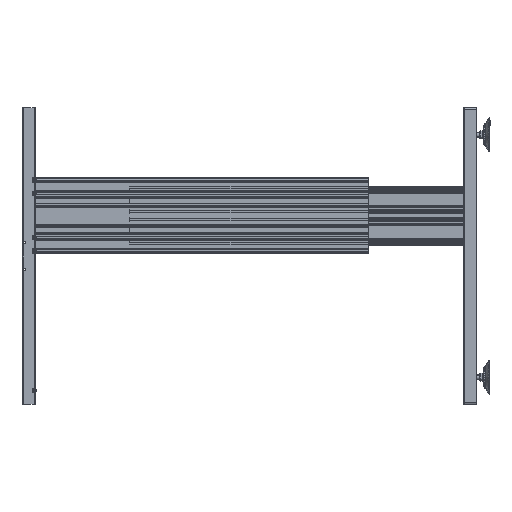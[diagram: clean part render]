
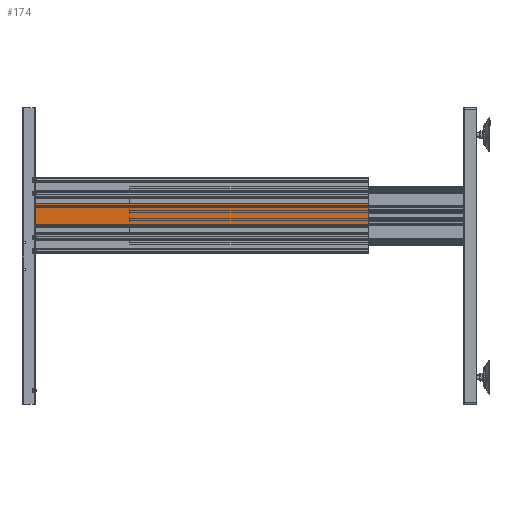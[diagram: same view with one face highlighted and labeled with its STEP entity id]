
A CAD part, left-side view. The second image highlights one B-rep face of the part: STEP entity #174.
In plain terms, the highlighted face is planar.
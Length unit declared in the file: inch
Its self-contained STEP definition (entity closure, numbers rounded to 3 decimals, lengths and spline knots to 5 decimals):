
#174 = ADVANCED_FACE ( 'NONE', ( #13009 ), #2505, .F. ) ;
#259 = CARTESIAN_POINT ( 'NONE',  ( 0.8652, -1.15, 0. ) ) ;
#661 = VECTOR ( 'NONE', #30512, 39.37008 ) ;
#735 = EDGE_CURVE ( 'NONE', #26545, #22473, #6085, .T. ) ;
#2505 = PLANE ( 'NONE',  #6156 ) ;
#4350 = EDGE_CURVE ( 'NONE', #10988, #26545, #20984, .T. ) ;
#6085 = LINE ( 'NONE', #11067, #23351 ) ;
#6156 = AXIS2_PLACEMENT_3D ( 'NONE', #7836, #25712, #20368 ) ;
#6444 = DIRECTION ( 'NONE',  ( 1., 0., 0. ) ) ;
#7220 = CARTESIAN_POINT ( 'NONE',  ( -0.8652, -1.15, 24.75 ) ) ;
#7836 = CARTESIAN_POINT ( 'NONE',  ( -0.8652, -1.15, 24.75 ) ) ;
#8606 = CARTESIAN_POINT ( 'NONE',  ( -0.8652, -1.15, 0. ) ) ;
#9256 = ORIENTED_EDGE ( 'NONE', *, *, #735, .F. ) ;
#10431 = CARTESIAN_POINT ( 'NONE',  ( -0.8652, -1.15, 24.75 ) ) ;
#10988 = VERTEX_POINT ( 'NONE', #7220 ) ;
#11067 = CARTESIAN_POINT ( 'NONE',  ( 0.8652, -1.15, 24.75 ) ) ;
#13009 = FACE_OUTER_BOUND ( 'NONE', #29784, .T. ) ;
#15460 = CARTESIAN_POINT ( 'NONE',  ( -0.8652, -1.15, 24.75 ) ) ;
#15500 = EDGE_CURVE ( 'NONE', #22298, #22473, #21133, .T. ) ;
#15608 = DIRECTION ( 'NONE',  ( 0., 0., -1. ) ) ;
#16938 = VECTOR ( 'NONE', #6444, 39.37008 ) ;
#17358 = EDGE_CURVE ( 'NONE', #10988, #22298, #21297, .T. ) ;
#20252 = ORIENTED_EDGE ( 'NONE', *, *, #17358, .T. ) ;
#20368 = DIRECTION ( 'NONE',  ( 0., 0., 1. ) ) ;
#20984 = LINE ( 'NONE', #15460, #661 ) ;
#21133 = LINE ( 'NONE', #8606, #16938 ) ;
#21297 = LINE ( 'NONE', #10431, #28695 ) ;
#22143 = ORIENTED_EDGE ( 'NONE', *, *, #15500, .T. ) ;
#22298 = VERTEX_POINT ( 'NONE', #23821 ) ;
#22473 = VERTEX_POINT ( 'NONE', #259 ) ;
#23351 = VECTOR ( 'NONE', #31454, 39.37008 ) ;
#23821 = CARTESIAN_POINT ( 'NONE',  ( -0.8652, -1.15, 0. ) ) ;
#25712 = DIRECTION ( 'NONE',  ( 0., 1., 0. ) ) ;
#26545 = VERTEX_POINT ( 'NONE', #30828 ) ;
#28252 = ORIENTED_EDGE ( 'NONE', *, *, #4350, .F. ) ;
#28695 = VECTOR ( 'NONE', #15608, 39.37008 ) ;
#29784 = EDGE_LOOP ( 'NONE', ( #22143, #9256, #28252, #20252 ) ) ;
#30512 = DIRECTION ( 'NONE',  ( 1., 0., 0. ) ) ;
#30828 = CARTESIAN_POINT ( 'NONE',  ( 0.8652, -1.15, 24.75 ) ) ;
#31454 = DIRECTION ( 'NONE',  ( 0., 0., -1. ) ) ;
